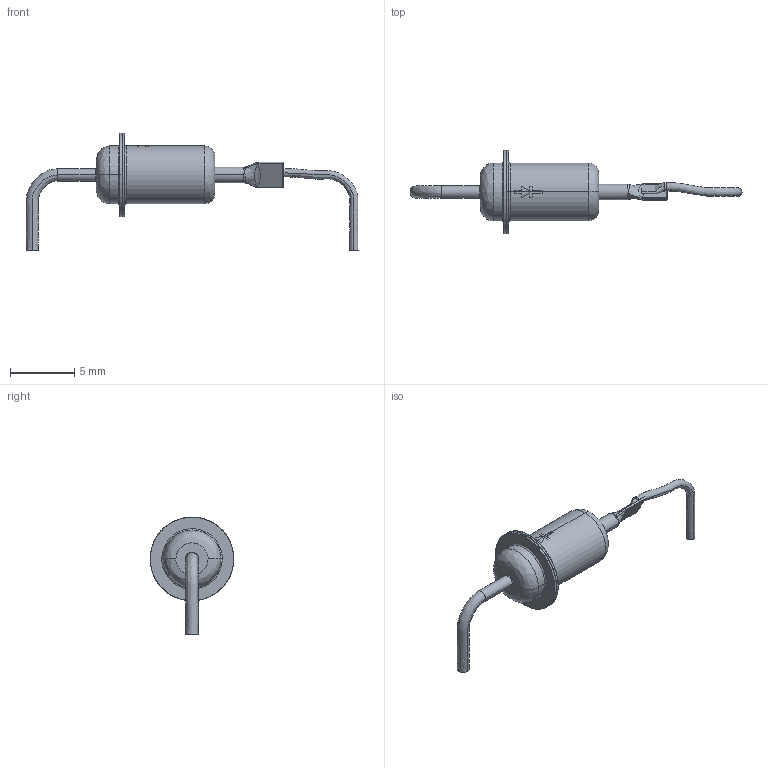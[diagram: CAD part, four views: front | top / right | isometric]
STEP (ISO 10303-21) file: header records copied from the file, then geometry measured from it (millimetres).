
FILE_DESCRIPTION (( 'STEP AP214' ), '1' );
FILE_NAME ('User Library-D818.STEP', '2019-12-16T10:51:04', ( '' ), ( '' ), 'SwSTEP 2.0', 'SolidWorks 2019', '' );
FILE_SCHEMA (( 'AUTOMOTIVE_DESIGN' ));
Length unit declared in the file: millimetre
Products named in the file (7): _X2_043A0440044B0448043A0430_X0_; User Library-D818; _X2_0432044B0432043E0434_X0_ _X2_043A04300442043E0434_X0_; _X2_0432044B0432043E0434_X0_ _X2_0430043D043E04340430_X0_ 2; _X2_043A043E0440043F04430441_X0_; _X2_0432044B0432043E0434_X0_ _X2_0430043D043E04340430_X0_; _X2_043C04300440043A04380440043E0432043A0430_X0_2
Assembly tree (6 placements, depth 2):
  User Library-D818
    _X2_043A043E0440043F04430441_X0_
    _X2_043A0440044B0448043A0430_X0_
    _X2_0432044B0432043E0434_X0_ _X2_043A04300442043E0434_X0_
    _X2_0432044B0432043E0434_X0_ _X2_0430043D043E04340430_X0_
    _X2_0432044B0432043E0434_X0_ _X2_0430043D043E04340430_X0_ 2
    _X2_043C04300440043A04380440043E0432043A0430_X0_2
Bounding box: 25.8 x 6.5 x 9.15 mm (x, y, z)
Volume: 55.7 mm3; surface area: 437.3 mm2
Topology: 6 solids, 6 shells, 157 faces, 383 edges, 228 vertices
Faces by surface type: bspline 86, plane 36, cylinder 35
Entity records: 10703 total; most frequent: CARTESIAN_POINT 5671, ORIENTED_EDGE 734, DIRECTION 477, EDGE_CURVE 367, VERTEX_POINT 228, AXIS2_PLACEMENT_3D 203, UNCERTAINTY_MEASURE_WITH_UNIT 176, FILL_AREA_STYLE 169
